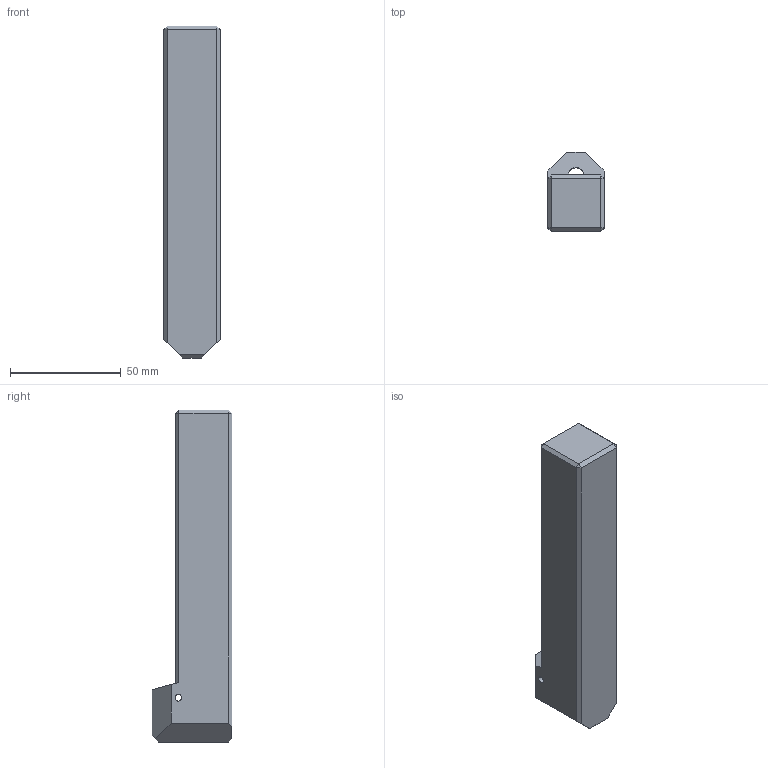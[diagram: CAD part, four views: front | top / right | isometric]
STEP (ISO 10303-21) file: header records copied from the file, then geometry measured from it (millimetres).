
FILE_DESCRIPTION(/* description */ (''),/* implementation_level */ '2;1');
FILE_NAME(/* name */ '1499245555968.stp',/* time_stamp */ '2017-07-05T11:05:59+02:00',/* author */ (''),/* organization */ ('SMS'),/* preprocessor_version */ 'ST-DEVELOPER v15',/* originating_system */ 'SIEMENS PLM Software NX 8.5',/* authorisation */ '');
FILE_SCHEMA (('AUTOMOTIVE_DESIGN { 1 0 10303 214 3 1 1 1 }'));
Length unit declared in the file: millimetre
Products named in the file (1): 201133085MOD000_00
Bounding box: 25.4 x 35.9 x 150 mm (x, y, z)
Volume: 97453.8 mm3; surface area: 16910.7 mm2
Topology: 1 solids, 1 shells, 38 faces, 103 edges, 63 vertices
Faces by surface type: plane 27, cylinder 9, cone 2
Entity records: 1403 total; most frequent: CARTESIAN_POINT 407, ORIENTED_EDGE 202, DIRECTION 189, EDGE_CURVE 101, LINE 79, VECTOR 79, VERTEX_POINT 63, AXIS2_PLACEMENT_3D 55
